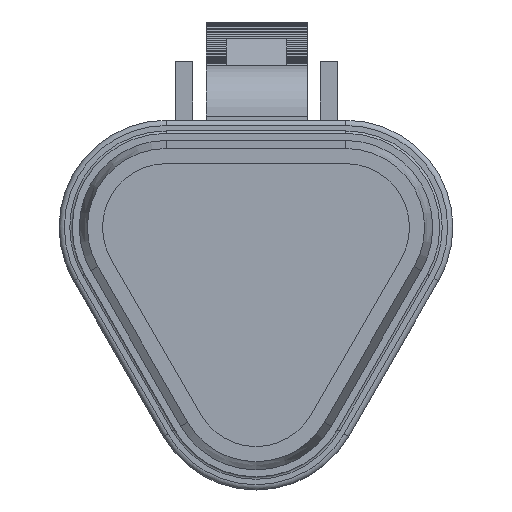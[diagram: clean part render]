
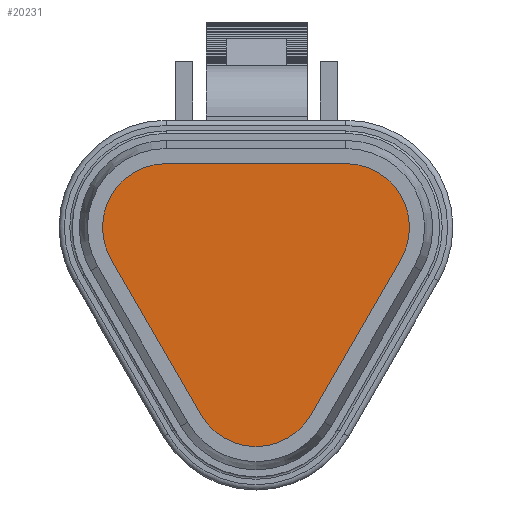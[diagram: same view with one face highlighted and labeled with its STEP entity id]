
A CAD part, front view. The second image highlights one B-rep face of the part: STEP entity #20231.
In plain terms, the highlighted planar face has unit normal (0, -1, 0).
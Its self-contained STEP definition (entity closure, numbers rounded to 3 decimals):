
#2361=CARTESIAN_POINT('',(4.417,0.,2.583));
#2362=DIRECTION('',(0.,1.,0.));
#2363=DIRECTION('',(0.,0.,1.));
#2364=AXIS2_PLACEMENT_3D('',#2361,#2362,#2363);
#2366=DIRECTION('',(-0.5,0.,-0.866));
#2367=VECTOR('',#2366,8.891);
#2368=CARTESIAN_POINT('',(7.145,0.,1.008));
#2369=LINE('',#2368,#2367);
#2370=CARTESIAN_POINT('',(-0.028,0.,-5.117));
#2371=DIRECTION('',(0.,1.,0.));
#2372=DIRECTION('',(0.866,0.,-0.5));
#2373=AXIS2_PLACEMENT_3D('',#2370,#2371,#2372);
#2375=DIRECTION('',(-0.5,0.,0.866));
#2376=VECTOR('',#2375,8.891);
#2377=CARTESIAN_POINT('',(-2.756,0.,-6.692));
#2378=LINE('',#2377,#2376);
#2379=CARTESIAN_POINT('',(-4.474,0.,2.583));
#2380=DIRECTION('',(0.,1.,0.));
#2381=DIRECTION('',(-0.866,0.,-0.5));
#2382=AXIS2_PLACEMENT_3D('',#2379,#2380,#2381);
#2384=DIRECTION('',(1.,0.,0.));
#2385=VECTOR('',#2384,8.891);
#2386=CARTESIAN_POINT('',(-4.474,0.,5.733));
#2387=LINE('',#2386,#2385);
#15079=CARTESIAN_POINT('',(-2.756,0.,-6.692));
#15080=CARTESIAN_POINT('',(-7.202,0.,1.008));
#15081=VERTEX_POINT('',#15079);
#15082=VERTEX_POINT('',#15080);
#15083=CARTESIAN_POINT('',(-4.474,0.,5.733));
#15084=VERTEX_POINT('',#15083);
#15085=CARTESIAN_POINT('',(4.417,0.,5.733));
#15086=VERTEX_POINT('',#15085);
#15087=CARTESIAN_POINT('',(7.145,0.,1.008));
#15088=VERTEX_POINT('',#15087);
#15089=CARTESIAN_POINT('',(2.7,0.,-6.692));
#15090=VERTEX_POINT('',#15089);
#20213=CARTESIAN_POINT('',(0.,0.,0.));
#20214=DIRECTION('',(0.,1.,0.));
#20215=DIRECTION('',(1.,0.,0.));
#20216=AXIS2_PLACEMENT_3D('',#20213,#20214,#20215);
#20217=PLANE('',#20216);
#20219=ORIENTED_EDGE('',*,*,#20218,.T.);
#20221=ORIENTED_EDGE('',*,*,#20220,.T.);
#20222=ORIENTED_EDGE('',*,*,#20203,.T.);
#20224=ORIENTED_EDGE('',*,*,#20223,.T.);
#20226=ORIENTED_EDGE('',*,*,#20225,.T.);
#20228=ORIENTED_EDGE('',*,*,#20227,.T.);
#20229=EDGE_LOOP('',(#20219,#20221,#20222,#20224,#20226,#20228));
#20230=FACE_OUTER_BOUND('',#20229,.F.);
#20231=ADVANCED_FACE('',(#20230),#20217,.F.);
#2365=CIRCLE('',#2364,3.15);
#2374=CIRCLE('',#2373,3.15);
#2383=CIRCLE('',#2382,3.15);
#20203=EDGE_CURVE('',#15090,#15081,#2374,.T.);
#20218=EDGE_CURVE('',#15086,#15088,#2365,.T.);
#20220=EDGE_CURVE('',#15088,#15090,#2369,.T.);
#20223=EDGE_CURVE('',#15081,#15082,#2378,.T.);
#20225=EDGE_CURVE('',#15082,#15084,#2383,.T.);
#20227=EDGE_CURVE('',#15084,#15086,#2387,.T.);
